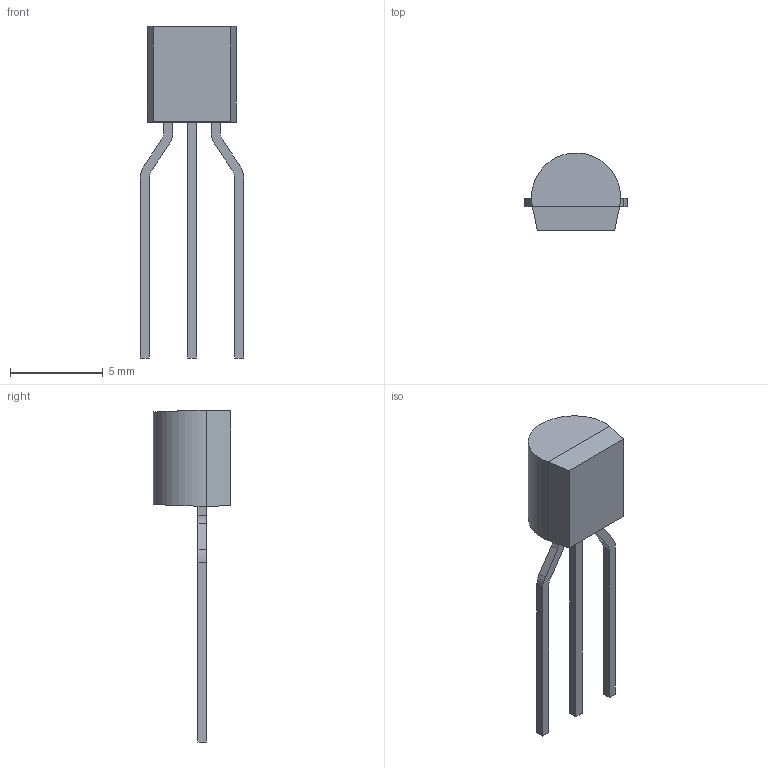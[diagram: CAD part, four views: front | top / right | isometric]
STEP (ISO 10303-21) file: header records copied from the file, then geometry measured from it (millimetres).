
FILE_DESCRIPTION(('STEP AP214'), '1');
FILE_NAME('SOT54A', '2016-02-14T19:26:31', ('Nobody'), (''), 'ASCON STEP Converter 1.3', 'ASCON Math Kernel', '');
FILE_SCHEMA(('AUTOMOTIVE_DESIGN { 1 0 10303 214 3 1 1}'));
Length unit declared in the file: millimetre
Bounding box: 5.56 x 4.2 x 17.9 mm (x, y, z)
Volume: 96.9 mm3; surface area: 189 mm2
Topology: 4 solids, 4 shells, 42 faces, 98 edges, 64 vertices
Faces by surface type: plane 33, cylinder 9
Entity records: 1590 total; most frequent: CARTESIAN_POINT 217, DIRECTION 198, ORIENTED_EDGE 196, EDGE_CURVE 98, LINE 80, VECTOR 80, VERTEX_POINT 64, AXIS2_PLACEMENT_3D 59
